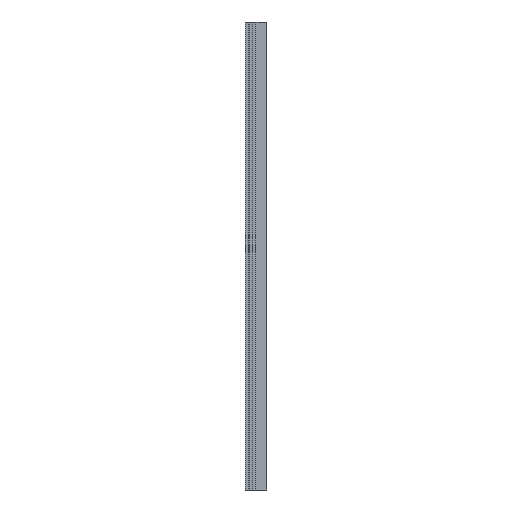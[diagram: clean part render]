
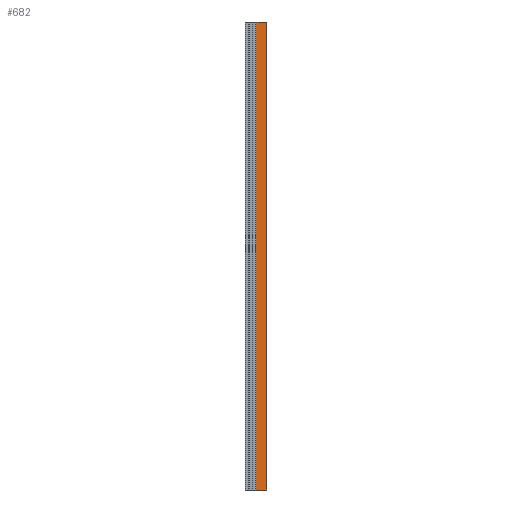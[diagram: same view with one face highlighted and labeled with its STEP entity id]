
A CAD part, left-side view. The second image highlights one B-rep face of the part: STEP entity #682.
In plain terms, the highlighted planar face has unit normal (-1, 0, 0).
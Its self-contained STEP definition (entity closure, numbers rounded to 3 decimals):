
#66 = ORIENTED_EDGE ( 'NONE', *, *, #3518, .F. ) ;
#254 = VECTOR ( 'NONE', #3569, 1000. ) ;
#350 = EDGE_CURVE ( 'NONE', #1415, #3493, #450, .T. ) ;
#450 = LINE ( 'NONE', #1776, #3040 ) ;
#653 = FACE_OUTER_BOUND ( 'NONE', #4096, .T. ) ;
#682 = ADVANCED_FACE ( 'NONE', ( #653 ), #1590, .F. ) ;
#686 = EDGE_CURVE ( 'NONE', #1764, #1960, #1931, .T. ) ;
#799 = AXIS2_PLACEMENT_3D ( 'NONE', #1250, #2905, #2590 ) ;
#901 = CARTESIAN_POINT ( 'NONE',  ( -2., 2.5, 5000. ) ) ;
#919 = CARTESIAN_POINT ( 'NONE',  ( -2., 117.908, 0. ) ) ;
#1132 = VECTOR ( 'NONE', #3572, 1000. ) ;
#1151 = CARTESIAN_POINT ( 'NONE',  ( -2., 117.908, 5000. ) ) ;
#1250 = CARTESIAN_POINT ( 'NONE',  ( -2., 2.5, 5000. ) ) ;
#1337 = CARTESIAN_POINT ( 'NONE',  ( -2., 2.5, 5000. ) ) ;
#1415 = VERTEX_POINT ( 'NONE', #919 ) ;
#1590 = PLANE ( 'NONE',  #799 ) ;
#1624 = ORIENTED_EDGE ( 'NONE', *, *, #350, .F. ) ;
#1764 = VERTEX_POINT ( 'NONE', #901 ) ;
#1776 = CARTESIAN_POINT ( 'NONE',  ( -2., 117.908, -2.729 ) ) ;
#1931 = LINE ( 'NONE', #3299, #1132 ) ;
#1960 = VERTEX_POINT ( 'NONE', #2679 ) ;
#2571 = ORIENTED_EDGE ( 'NONE', *, *, #2692, .T. ) ;
#2590 = DIRECTION ( 'NONE',  ( 0., 1., 0. ) ) ;
#2679 = CARTESIAN_POINT ( 'NONE',  ( -2., 2.5, 0. ) ) ;
#2692 = EDGE_CURVE ( 'NONE', #1415, #1960, #3707, .T. ) ;
#2905 = DIRECTION ( 'NONE',  ( 1., 0., 0. ) ) ;
#3009 = LINE ( 'NONE', #1337, #254 ) ;
#3019 = ORIENTED_EDGE ( 'NONE', *, *, #686, .F. ) ;
#3040 = VECTOR ( 'NONE', #3141, 1000. ) ;
#3141 = DIRECTION ( 'NONE',  ( 0., 0., 1. ) ) ;
#3299 = CARTESIAN_POINT ( 'NONE',  ( -2., 2.5, 5000. ) ) ;
#3303 = DIRECTION ( 'NONE',  ( 0., -1., 0. ) ) ;
#3493 = VERTEX_POINT ( 'NONE', #1151 ) ;
#3518 = EDGE_CURVE ( 'NONE', #3493, #1764, #3009, .T. ) ;
#3569 = DIRECTION ( 'NONE',  ( 0., -1., 0. ) ) ;
#3572 = DIRECTION ( 'NONE',  ( 0., 0., -1. ) ) ;
#3707 = LINE ( 'NONE', #3733, #3779 ) ;
#3733 = CARTESIAN_POINT ( 'NONE',  ( -2., 2.5, 0. ) ) ;
#3779 = VECTOR ( 'NONE', #3303, 1000. ) ;
#4096 = EDGE_LOOP ( 'NONE', ( #66, #1624, #2571, #3019 ) ) ;
